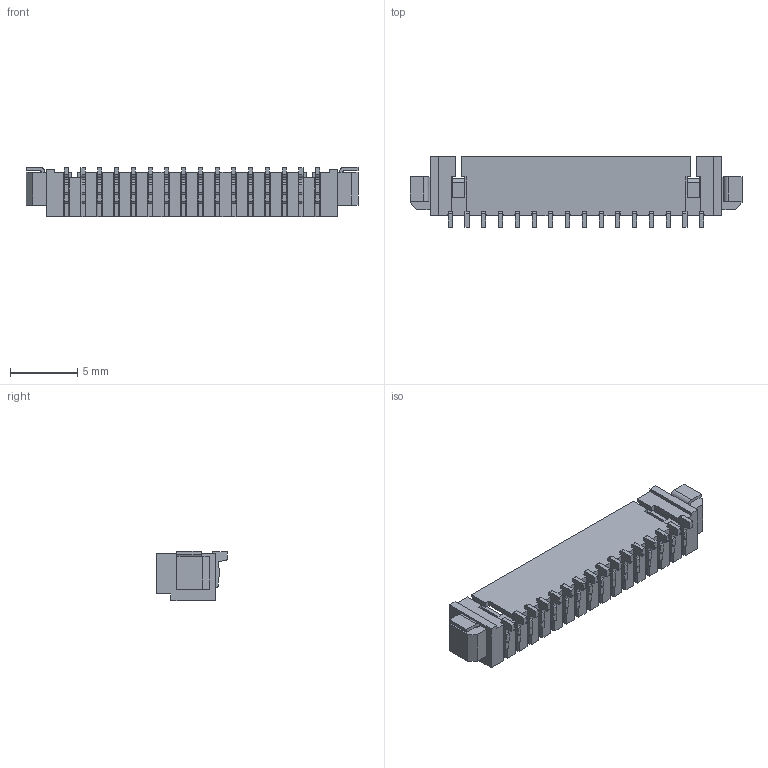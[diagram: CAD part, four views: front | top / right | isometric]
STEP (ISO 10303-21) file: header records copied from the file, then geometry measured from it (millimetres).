
FILE_DESCRIPTION((''),'2;1');
FILE_NAME('125T_16AWB','2020-09-03T',('Administrator'),(''),'PRO/ENGINEER BY PARAMETRIC TECHNOLOGY CORPORATION, 2010280','PRO/ENGINEER BY PARAMETRIC TECHNOLOGY CORPORATION, 2010280','');
FILE_SCHEMA(('CONFIG_CONTROL_DESIGN'));
Length unit declared in the file: millimetre
Products named in the file (1): 125T_16AWB
Bounding box: 24.75 x 5.25 x 3.67 mm (x, y, z)
Volume: 173.5 mm3; surface area: 741.1 mm2
Topology: 1 solids, 1 shells, 1008 faces, 3312 edges, 2192 vertices
Faces by surface type: plane 640, cylinder 368
Entity records: 36518 total; most frequent: CARTESIAN_POINT 6788, ORIENTED_EDGE 6624, DIRECTION 5928, EDGE_CURVE 3312, VECTOR 2568, LINE 2568, VERTEX_POINT 2192, AXIS2_PLACEMENT_3D 1680
